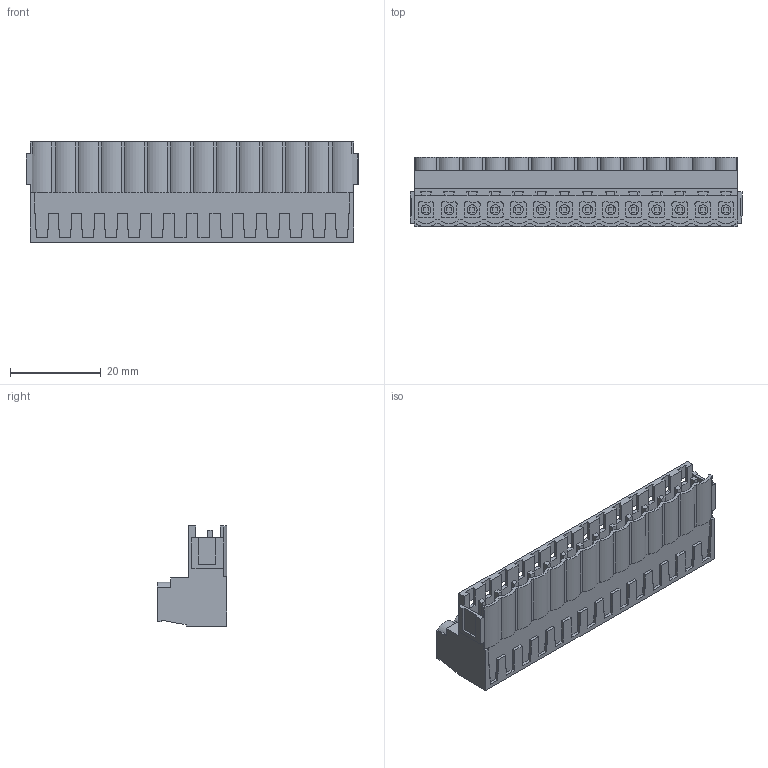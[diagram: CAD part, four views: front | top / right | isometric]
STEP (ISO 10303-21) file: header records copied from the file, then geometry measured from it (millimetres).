
FILE_DESCRIPTION(('CATIA V5 STEP Exchange','CAx-IF Rec.Pracs.--- Model Styling and Organization---1.4--- 2014-01-23'),'2;1');
FILE_NAME ('D1453773_1_1627360000_1627360000.stp','2022-08-02T13:27:38+00:00',('none'),('Weidmueller'),'CATIA Version 5-6 Release 2016 SP3 HF44','CATIA V5 STEP AP214','none');
FILE_SCHEMA(('AUTOMOTIVE_DESIGN { 1 0 10303 214 1 1 1 1 }'));
Length unit declared in the file: millimetre
Products named in the file (1): 1627360000
Bounding box: 73.08 x 15.3 x 22.05 mm (x, y, z)
Volume: 12197.2 mm3; surface area: 10513.8 mm2
Topology: 29 solids, 29 shells, 987 faces, 2570 edges, 1697 vertices
Faces by surface type: plane 749, cylinder 182, extrusion 56
Entity records: 29322 total; most frequent: CARTESIAN_POINT 6981, ORIENTED_EDGE 5140, DIRECTION 3502, EDGE_CURVE 2570, VECTOR 2092, LINE 2036, VERTEX_POINT 1697, EDGE_LOOP 1071
